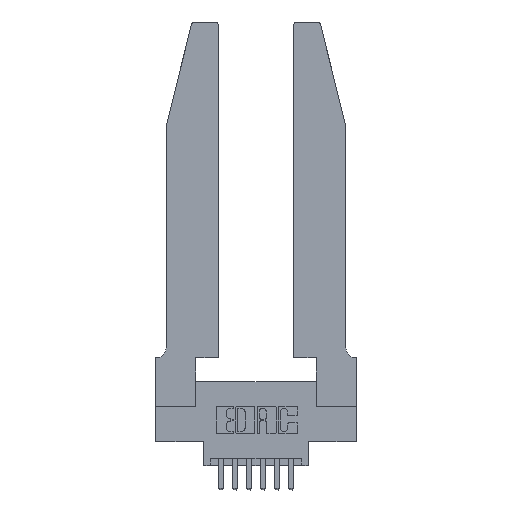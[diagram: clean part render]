
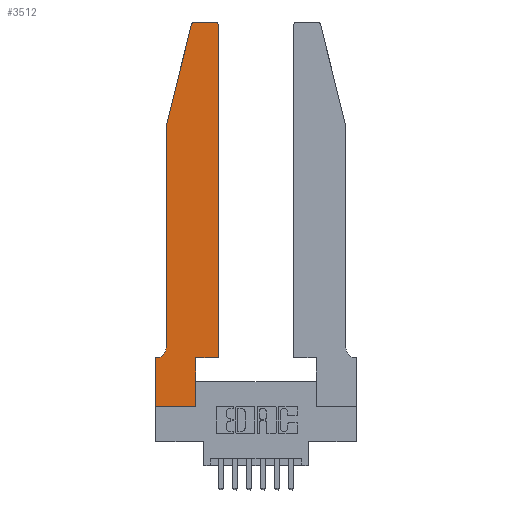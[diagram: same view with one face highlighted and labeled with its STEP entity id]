
A CAD part, top view. The second image highlights one B-rep face of the part: STEP entity #3512.
In plain terms, the highlighted planar face has unit normal (0, 0, 1).
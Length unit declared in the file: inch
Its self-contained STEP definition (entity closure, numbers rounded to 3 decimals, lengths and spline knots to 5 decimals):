
#10 = DIRECTION ( 'NONE',  ( 1., 0., 0. ) ) ;
#26 = EDGE_CURVE ( 'NONE', #7163, #8878, #6549, .T. ) ;
#524 = EDGE_CURVE ( 'NONE', #4492, #14128, #6380, .T. ) ;
#708 = AXIS2_PLACEMENT_3D ( 'NONE', #3296, #11247, #4393 ) ;
#729 = CARTESIAN_POINT ( 'NONE',  ( 0.0755, 0.42, 0.37 ) ) ;
#902 = CARTESIAN_POINT ( 'NONE',  ( 0.2605, 2.75, 0.37 ) ) ;
#1310 = VECTOR ( 'NONE', #13015, 39.37008 ) ;
#1315 = EDGE_CURVE ( 'NONE', #7974, #5678, #4760, .T. ) ;
#1357 = ORIENTED_EDGE ( 'NONE', *, *, #13436, .T. ) ;
#1450 = CARTESIAN_POINT ( 'NONE',  ( 0.0755, 2., 0.37 ) ) ;
#1455 = CARTESIAN_POINT ( 'NONE',  ( 0., 0.35, 0.37 ) ) ;
#1536 = VECTOR ( 'NONE', #6759, 39.37008 ) ;
#1695 = ORIENTED_EDGE ( 'NONE', *, *, #26, .T. ) ;
#2057 = ORIENTED_EDGE ( 'NONE', *, *, #7200, .T. ) ;
#2165 = CIRCLE ( 'NONE', #13586, 0.07 ) ;
#2170 = CARTESIAN_POINT ( 'NONE',  ( 0., 0.35, 0.37 ) ) ;
#2190 = LINE ( 'NONE', #902, #10889 ) ;
#2337 = CARTESIAN_POINT ( 'NONE',  ( 0.0755, 2., 0.37 ) ) ;
#2412 = CARTESIAN_POINT ( 'NONE',  ( 0.2865, 0., 0.37 ) ) ;
#2670 = DIRECTION ( 'NONE',  ( 1., 0., 0. ) ) ;
#2899 = CARTESIAN_POINT ( 'NONE',  ( 0.4505, 2.72, 0.37 ) ) ;
#2910 = EDGE_LOOP ( 'NONE', ( #6254, #9667, #12705, #1357, #4315, #1695, #2057, #14077, #8425, #11470, #14442, #3113 ) ) ;
#3058 = VECTOR ( 'NONE', #9157, 39.37008 ) ;
#3113 = ORIENTED_EDGE ( 'NONE', *, *, #7989, .T. ) ;
#3262 = AXIS2_PLACEMENT_3D ( 'NONE', #3622, #11600, #4730 ) ;
#3296 = CARTESIAN_POINT ( 'NONE',  ( 0.4205, 2.72, 0.37 ) ) ;
#3318 = DIRECTION ( 'NONE',  ( -1., 0., 0. ) ) ;
#3374 = CARTESIAN_POINT ( 'NONE',  ( 0.4205, 2.75, 0.37 ) ) ;
#3395 = VERTEX_POINT ( 'NONE', #729 ) ;
#3420 = CARTESIAN_POINT ( 'NONE',  ( 0.2865, 0.35, 0.37 ) ) ;
#3442 = VERTEX_POINT ( 'NONE', #13414 ) ;
#3512 = ADVANCED_FACE ( 'NONE', ( #7703 ), #13510, .T. ) ;
#3622 = CARTESIAN_POINT ( 'NONE',  ( 0.284, 2.72, 0.37 ) ) ;
#4315 = ORIENTED_EDGE ( 'NONE', *, *, #5764, .T. ) ;
#4350 = CARTESIAN_POINT ( 'NONE',  ( 0., 0., 0.37 ) ) ;
#4393 = DIRECTION ( 'NONE',  ( 1., 0., 0. ) ) ;
#4444 = CARTESIAN_POINT ( 'NONE',  ( 0., 0., 0.37 ) ) ;
#4492 = VERTEX_POINT ( 'NONE', #13136 ) ;
#4730 = DIRECTION ( 'NONE',  ( 1., 0., 0. ) ) ;
#4760 = LINE ( 'NONE', #4444, #7445 ) ;
#4812 = DIRECTION ( 'NONE',  ( 0., 0., -1. ) ) ;
#4815 = LINE ( 'NONE', #2337, #8581 ) ;
#5020 = EDGE_CURVE ( 'NONE', #8315, #5077, #10337, .T. ) ;
#5077 = VERTEX_POINT ( 'NONE', #2899 ) ;
#5612 = VERTEX_POINT ( 'NONE', #7772 ) ;
#5678 = VERTEX_POINT ( 'NONE', #2412 ) ;
#5764 = EDGE_CURVE ( 'NONE', #3395, #7163, #2165, .T. ) ;
#6144 = VECTOR ( 'NONE', #13756, 39.37008 ) ;
#6153 = DIRECTION ( 'NONE',  ( 1., 0., 0. ) ) ;
#6187 = VECTOR ( 'NONE', #3318, 39.37008 ) ;
#6254 = ORIENTED_EDGE ( 'NONE', *, *, #13877, .T. ) ;
#6380 = LINE ( 'NONE', #10039, #3058 ) ;
#6549 = LINE ( 'NONE', #7565, #6187 ) ;
#6679 = DIRECTION ( 'NONE',  ( 0., 0., 1. ) ) ;
#6759 = DIRECTION ( 'NONE',  ( 0., 1., 0. ) ) ;
#7163 = VERTEX_POINT ( 'NONE', #9222 ) ;
#7200 = EDGE_CURVE ( 'NONE', #8878, #7974, #12250, .T. ) ;
#7332 = EDGE_CURVE ( 'NONE', #5612, #8315, #13986, .T. ) ;
#7445 = VECTOR ( 'NONE', #6153, 39.37008 ) ;
#7565 = CARTESIAN_POINT ( 'NONE',  ( 0.0755, 0.35, 0.37 ) ) ;
#7703 = FACE_OUTER_BOUND ( 'NONE', #2910, .T. ) ;
#7772 = CARTESIAN_POINT ( 'NONE',  ( 0.2865, 0.35, 0.37 ) ) ;
#7974 = VERTEX_POINT ( 'NONE', #4350 ) ;
#7989 = EDGE_CURVE ( 'NONE', #5077, #8686, #8849, .T. ) ;
#8315 = VERTEX_POINT ( 'NONE', #11693 ) ;
#8425 = ORIENTED_EDGE ( 'NONE', *, *, #12009, .T. ) ;
#8581 = VECTOR ( 'NONE', #11431, 39.37008 ) ;
#8686 = VERTEX_POINT ( 'NONE', #3374 ) ;
#8849 = CIRCLE ( 'NONE', #708, 0.03 ) ;
#8878 = VERTEX_POINT ( 'NONE', #1455 ) ;
#9157 = DIRECTION ( 'NONE',  ( -0.239, -0.971, 0. ) ) ;
#9222 = CARTESIAN_POINT ( 'NONE',  ( 0.0055, 0.35, 0.37 ) ) ;
#9667 = ORIENTED_EDGE ( 'NONE', *, *, #12954, .T. ) ;
#10039 = CARTESIAN_POINT ( 'NONE',  ( 0.0755, 2., 0.37 ) ) ;
#10337 = LINE ( 'NONE', #14122, #1310 ) ;
#10361 = CARTESIAN_POINT ( 'NONE',  ( 0., 0., 0.37 ) ) ;
#10582 = LINE ( 'NONE', #3420, #1536 ) ;
#10889 = VECTOR ( 'NONE', #14399, 39.37008 ) ;
#11023 = VECTOR ( 'NONE', #2670, 39.37008 ) ;
#11247 = DIRECTION ( 'NONE',  ( 0., 0., 1. ) ) ;
#11431 = DIRECTION ( 'NONE',  ( 0., -1., 0. ) ) ;
#11470 = ORIENTED_EDGE ( 'NONE', *, *, #7332, .T. ) ;
#11600 = DIRECTION ( 'NONE',  ( 0., 0., 1. ) ) ;
#11670 = CARTESIAN_POINT ( 'NONE',  ( 0.0055, 0.42, 0.37 ) ) ;
#11693 = CARTESIAN_POINT ( 'NONE',  ( 0.4505, 0.35, 0.37 ) ) ;
#12009 = EDGE_CURVE ( 'NONE', #5678, #5612, #10582, .T. ) ;
#12250 = LINE ( 'NONE', #10361, #6144 ) ;
#12705 = ORIENTED_EDGE ( 'NONE', *, *, #524, .T. ) ;
#12798 = DIRECTION ( 'NONE',  ( -1., 0., 0. ) ) ;
#12844 = CARTESIAN_POINT ( 'NONE',  ( 0.4505, 0.35, 0.37 ) ) ;
#12954 = EDGE_CURVE ( 'NONE', #3442, #4492, #13204, .T. ) ;
#13015 = DIRECTION ( 'NONE',  ( 0., 1., 0. ) ) ;
#13136 = CARTESIAN_POINT ( 'NONE',  ( 0.25487, 2.72718, 0.37 ) ) ;
#13204 = CIRCLE ( 'NONE', #3262, 0.03 ) ;
#13287 = AXIS2_PLACEMENT_3D ( 'NONE', #2170, #6679, #10 ) ;
#13414 = CARTESIAN_POINT ( 'NONE',  ( 0.284, 2.75, 0.37 ) ) ;
#13436 = EDGE_CURVE ( 'NONE', #14128, #3395, #4815, .T. ) ;
#13510 = PLANE ( 'NONE',  #13287 ) ;
#13586 = AXIS2_PLACEMENT_3D ( 'NONE', #11670, #4812, #12798 ) ;
#13756 = DIRECTION ( 'NONE',  ( 0., -1., 0. ) ) ;
#13877 = EDGE_CURVE ( 'NONE', #8686, #3442, #2190, .T. ) ;
#13986 = LINE ( 'NONE', #12844, #11023 ) ;
#14077 = ORIENTED_EDGE ( 'NONE', *, *, #1315, .T. ) ;
#14122 = CARTESIAN_POINT ( 'NONE',  ( 0.4505, 0.35, 0.37 ) ) ;
#14128 = VERTEX_POINT ( 'NONE', #1450 ) ;
#14399 = DIRECTION ( 'NONE',  ( -1., 0., 0. ) ) ;
#14442 = ORIENTED_EDGE ( 'NONE', *, *, #5020, .T. ) ;
